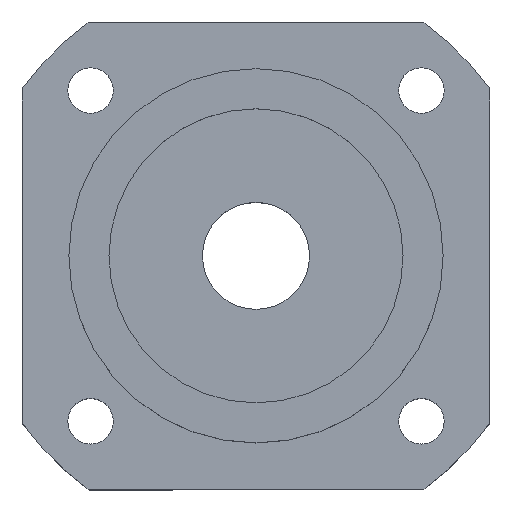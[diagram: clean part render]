
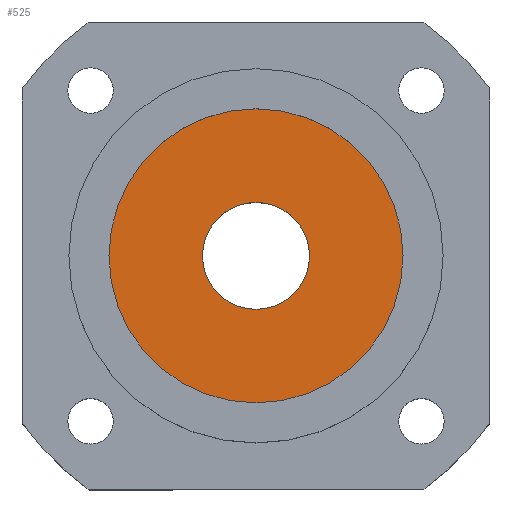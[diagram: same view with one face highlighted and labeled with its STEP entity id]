
A CAD part, top view. The second image highlights one B-rep face of the part: STEP entity #525.
In plain terms, the highlighted planar face has unit normal (0, 0, 1).
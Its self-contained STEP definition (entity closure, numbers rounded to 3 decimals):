
#15 = EDGE_CURVE ( 'NONE', #1258, #133, #700, .T. ) ;
#37 = EDGE_LOOP ( 'NONE', ( #66, #317 ) ) ;
#66 = ORIENTED_EDGE ( 'NONE', *, *, #1224, .F. ) ;
#77 = CARTESIAN_POINT ( 'NONE',  ( 11., 0., 9.5 ) ) ;
#133 = VERTEX_POINT ( 'NONE', #360 ) ;
#136 = AXIS2_PLACEMENT_3D ( 'NONE', #201, #697, #197 ) ;
#152 = EDGE_LOOP ( 'NONE', ( #1205, #1114 ) ) ;
#153 = DIRECTION ( 'NONE',  ( 1., 0., 0. ) ) ;
#167 = DIRECTION ( 'NONE',  ( -1., 0., 0. ) ) ;
#170 = EDGE_CURVE ( 'NONE', #1167, #1097, #1145, .T. ) ;
#197 = DIRECTION ( 'NONE',  ( 1., 0., 0. ) ) ;
#201 = CARTESIAN_POINT ( 'NONE',  ( 0., 0., 9.5 ) ) ;
#280 = DIRECTION ( 'NONE',  ( 0., 0., 1. ) ) ;
#317 = ORIENTED_EDGE ( 'NONE', *, *, #15, .F. ) ;
#355 = CARTESIAN_POINT ( 'NONE',  ( 0., 0., 9.5 ) ) ;
#360 = CARTESIAN_POINT ( 'NONE',  ( 4., 0., 9.5 ) ) ;
#387 = AXIS2_PLACEMENT_3D ( 'NONE', #355, #541, #153 ) ;
#438 = AXIS2_PLACEMENT_3D ( 'NONE', #77, #567, #167 ) ;
#525 = ADVANCED_FACE ( 'NONE', ( #651, #1141 ), #885, .F. ) ;
#541 = DIRECTION ( 'NONE',  ( 0., 0., 1. ) ) ;
#555 = CARTESIAN_POINT ( 'NONE',  ( 0., 0., 9.5 ) ) ;
#567 = DIRECTION ( 'NONE',  ( 0., 0., -1. ) ) ;
#580 = EDGE_CURVE ( 'NONE', #1097, #1167, #942, .T. ) ;
#641 = AXIS2_PLACEMENT_3D ( 'NONE', #555, #280, #754 ) ;
#651 = FACE_BOUND ( 'NONE', #37, .T. ) ;
#666 = CARTESIAN_POINT ( 'NONE',  ( -4., 0., 9.5 ) ) ;
#697 = DIRECTION ( 'NONE',  ( 0., 0., 1. ) ) ;
#700 = CIRCLE ( 'NONE', #387, 4. ) ;
#711 = CIRCLE ( 'NONE', #1032, 4. ) ;
#754 = DIRECTION ( 'NONE',  ( 1., 0., 0. ) ) ;
#765 = CARTESIAN_POINT ( 'NONE',  ( 0., 0., 9.5 ) ) ;
#860 = CARTESIAN_POINT ( 'NONE',  ( 11., 0., 9.5 ) ) ;
#885 = PLANE ( 'NONE',  #438 ) ;
#942 = CIRCLE ( 'NONE', #136, 11. ) ;
#970 = CARTESIAN_POINT ( 'NONE',  ( -11., 0., 9.5 ) ) ;
#1032 = AXIS2_PLACEMENT_3D ( 'NONE', #765, #1057, #1067 ) ;
#1057 = DIRECTION ( 'NONE',  ( 0., 0., 1. ) ) ;
#1067 = DIRECTION ( 'NONE',  ( 1., 0., 0. ) ) ;
#1097 = VERTEX_POINT ( 'NONE', #970 ) ;
#1114 = ORIENTED_EDGE ( 'NONE', *, *, #580, .T. ) ;
#1141 = FACE_OUTER_BOUND ( 'NONE', #152, .T. ) ;
#1145 = CIRCLE ( 'NONE', #641, 11. ) ;
#1167 = VERTEX_POINT ( 'NONE', #860 ) ;
#1205 = ORIENTED_EDGE ( 'NONE', *, *, #170, .T. ) ;
#1224 = EDGE_CURVE ( 'NONE', #133, #1258, #711, .T. ) ;
#1258 = VERTEX_POINT ( 'NONE', #666 ) ;
